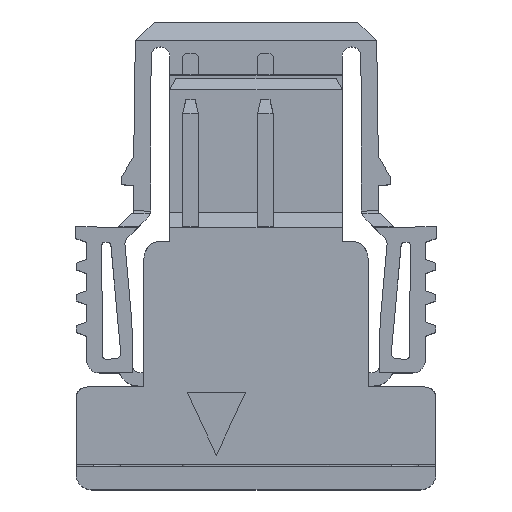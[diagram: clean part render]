
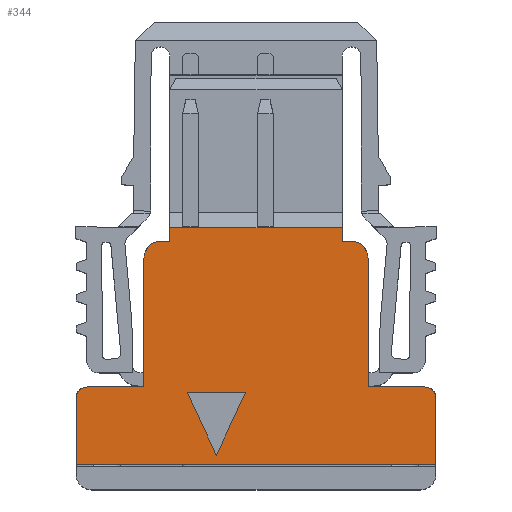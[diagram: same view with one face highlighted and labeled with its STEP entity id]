
A CAD part, top view. The second image highlights one B-rep face of the part: STEP entity #344.
In plain terms, the highlighted planar face has unit normal (0, 0, 1).
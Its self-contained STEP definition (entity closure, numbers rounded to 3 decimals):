
#149=CARTESIAN_POINT('',(-2.35,-5.1,4.98));
#150=VERTEX_POINT('',#149);
#157=CARTESIAN_POINT('',(-2.35,-1.316,4.98));
#158=VERTEX_POINT('',#157);
#159=CARTESIAN_POINT('',(-2.35,-5.1,4.98));
#160=DIRECTION('',(0.,1.,0.));
#161=VECTOR('',#160,3.784);
#162=LINE('',#159,#161);
#163=EDGE_CURVE('',#150,#158,#162,.T.);
#190=CARTESIAN_POINT('',(6.64,-5.39,4.98));
#191=DIRECTION('',(-1.,0.,0.));
#192=DIRECTION('',(0.,0.,1.));
#193=AXIS2_PLACEMENT_3D('',#190,#192,#191);
#194=PLANE('',#193);
#195=CARTESIAN_POINT('',(7.04,-7.6,4.98));
#196=VERTEX_POINT('',#195);
#197=CARTESIAN_POINT('',(7.04,-5.5,4.98));
#198=VERTEX_POINT('',#197);
#199=CARTESIAN_POINT('',(7.04,-7.6,4.98));
#200=DIRECTION('',(0.,1.,0.));
#201=VECTOR('',#200,2.1);
#202=LINE('',#199,#201);
#203=EDGE_CURVE('',#196,#198,#202,.T.);
#204=ORIENTED_EDGE('',*,*,#203,.T.);
#205=CARTESIAN_POINT('',(6.64,-5.1,4.98));
#206=VERTEX_POINT('',#205);
#207=CARTESIAN_POINT('',(6.64,-5.5,4.98));
#208=DIRECTION('',(0.,1.,0.));
#209=DIRECTION('',(0.,0.,-1.));
#210=AXIS2_PLACEMENT_3D('',#207,#209,#208);
#211=CIRCLE('',#210,0.4);
#212=EDGE_CURVE('',#206,#198,#211,.T.);
#213=ORIENTED_EDGE('',*,*,#212,.F.);
#214=CARTESIAN_POINT('',(4.89,-5.1,4.98));
#215=VERTEX_POINT('',#214);
#216=CARTESIAN_POINT('',(4.89,-5.1,4.98));
#217=DIRECTION('',(1.,0.,0.));
#218=VECTOR('',#217,1.75);
#219=LINE('',#216,#218);
#220=EDGE_CURVE('',#215,#206,#219,.T.);
#221=ORIENTED_EDGE('',*,*,#220,.F.);
#222=CARTESIAN_POINT('',(4.89,-1.316,4.98));
#223=VERTEX_POINT('',#222);
#224=CARTESIAN_POINT('',(4.89,-5.1,4.98));
#225=DIRECTION('',(0.,1.,0.));
#226=VECTOR('',#225,3.784);
#227=LINE('',#224,#226);
#228=EDGE_CURVE('',#215,#223,#227,.T.);
#229=ORIENTED_EDGE('',*,*,#228,.T.);
#230=CARTESIAN_POINT('',(4.39,-0.45,4.98));
#231=VERTEX_POINT('',#230);
#232=CARTESIAN_POINT('',(4.39,-0.45,4.98));
#233=CARTESIAN_POINT('',(4.89,-0.45,4.98));
#234=CARTESIAN_POINT('',(4.89,-1.316,4.98));
#235=B_SPLINE_CURVE_WITH_KNOTS('',2,(#232,#233,#234),.UNSPECIFIED.,.F.,.U.,(3,3),(0.,1.),.UNSPECIFIED.);
#236=EDGE_CURVE('',#231,#223,#235,.T.);
#237=ORIENTED_EDGE('',*,*,#236,.F.);
#238=CARTESIAN_POINT('',(4.04,-0.45,4.98));
#239=VERTEX_POINT('',#238);
#240=CARTESIAN_POINT('',(4.04,-0.45,4.98));
#241=DIRECTION('',(1.,0.,0.));
#242=VECTOR('',#241,0.35);
#243=LINE('',#240,#242);
#244=EDGE_CURVE('',#239,#231,#243,.T.);
#245=ORIENTED_EDGE('',*,*,#244,.F.);
#246=CARTESIAN_POINT('',(4.04,0.,4.98));
#247=VERTEX_POINT('',#246);
#248=CARTESIAN_POINT('',(4.04,-0.45,4.98));
#249=DIRECTION('',(0.,1.,0.));
#250=VECTOR('',#249,0.45);
#251=LINE('',#248,#250);
#252=EDGE_CURVE('',#239,#247,#251,.T.);
#253=ORIENTED_EDGE('',*,*,#252,.T.);
#254=CARTESIAN_POINT('',(-1.5,0.,4.98));
#255=VERTEX_POINT('',#254);
#256=CARTESIAN_POINT('',(4.04,0.,4.98));
#257=DIRECTION('',(-1.,0.,0.));
#258=VECTOR('',#257,5.54);
#259=LINE('',#256,#258);
#260=EDGE_CURVE('',#247,#255,#259,.T.);
#261=ORIENTED_EDGE('',*,*,#260,.T.);
#262=CARTESIAN_POINT('',(-1.5,-0.45,4.98));
#263=VERTEX_POINT('',#262);
#264=CARTESIAN_POINT('',(-1.5,0.,4.98));
#265=DIRECTION('',(0.,-1.,0.));
#266=VECTOR('',#265,0.45);
#267=LINE('',#264,#266);
#268=EDGE_CURVE('',#255,#263,#267,.T.);
#269=ORIENTED_EDGE('',*,*,#268,.T.);
#270=CARTESIAN_POINT('',(-1.85,-0.45,4.98));
#271=VERTEX_POINT('',#270);
#272=CARTESIAN_POINT('',(-1.5,-0.45,4.98));
#273=DIRECTION('',(-1.,0.,0.));
#274=VECTOR('',#273,0.35);
#275=LINE('',#272,#274);
#276=EDGE_CURVE('',#263,#271,#275,.T.);
#277=ORIENTED_EDGE('',*,*,#276,.T.);
#278=CARTESIAN_POINT('',(-1.85,-0.45,4.98));
#279=CARTESIAN_POINT('',(-2.35,-0.45,4.98));
#280=CARTESIAN_POINT('',(-2.35,-1.316,4.98));
#281=B_SPLINE_CURVE_WITH_KNOTS('',2,(#278,#279,#280),.UNSPECIFIED.,.F.,.U.,(3,3),(0.,1.),.UNSPECIFIED.);
#282=EDGE_CURVE('',#271,#158,#281,.T.);
#283=ORIENTED_EDGE('',*,*,#282,.T.);
#284=ORIENTED_EDGE('',*,*,#163,.F.);
#285=CARTESIAN_POINT('',(-4.1,-5.1,4.98));
#286=VERTEX_POINT('',#285);
#287=CARTESIAN_POINT('',(-2.35,-5.1,4.98));
#288=DIRECTION('',(-1.,0.,0.));
#289=VECTOR('',#288,1.75);
#290=LINE('',#287,#289);
#291=EDGE_CURVE('',#150,#286,#290,.T.);
#292=ORIENTED_EDGE('',*,*,#291,.T.);
#293=CARTESIAN_POINT('',(-4.5,-5.5,4.98));
#294=VERTEX_POINT('',#293);
#295=CARTESIAN_POINT('',(-4.1,-5.5,4.98));
#296=DIRECTION('',(-1.,0.,0.));
#297=DIRECTION('',(0.,0.,-1.));
#298=AXIS2_PLACEMENT_3D('',#295,#297,#296);
#299=CIRCLE('',#298,0.4);
#300=EDGE_CURVE('',#294,#286,#299,.T.);
#301=ORIENTED_EDGE('',*,*,#300,.F.);
#302=CARTESIAN_POINT('',(-4.5,-7.6,4.98));
#303=VERTEX_POINT('',#302);
#304=CARTESIAN_POINT('',(-4.5,-7.6,4.98));
#305=DIRECTION('',(0.,1.,0.));
#306=VECTOR('',#305,2.1);
#307=LINE('',#304,#306);
#308=EDGE_CURVE('',#303,#294,#307,.T.);
#309=ORIENTED_EDGE('',*,*,#308,.F.);
#310=CARTESIAN_POINT('',(7.04,-7.6,4.98));
#311=DIRECTION('',(-1.,0.,0.));
#312=VECTOR('',#311,11.54);
#313=LINE('',#310,#312);
#314=EDGE_CURVE('',#196,#303,#313,.T.);
#315=ORIENTED_EDGE('',*,*,#314,.F.);
#316=EDGE_LOOP('',(#204,#213,#221,#229,#237,#245,#253,#261,#269,#277,#283,#284,#292,#301,#309,#315));
#317=FACE_OUTER_BOUND('',#316,.T.);
#318=CARTESIAN_POINT('',(-0.933,-5.29,4.98));
#319=VERTEX_POINT('',#318);
#320=CARTESIAN_POINT('',(0.933,-5.29,4.98));
#321=VERTEX_POINT('',#320);
#322=CARTESIAN_POINT('',(-0.933,-5.29,4.98));
#323=DIRECTION('',(1.,0.,0.));
#324=VECTOR('',#323,1.865);
#325=LINE('',#322,#324);
#326=EDGE_CURVE('',#319,#321,#325,.T.);
#327=ORIENTED_EDGE('',*,*,#326,.T.);
#328=CARTESIAN_POINT('',(0.,-7.29,4.98));
#329=VERTEX_POINT('',#328);
#330=CARTESIAN_POINT('',(0.933,-5.29,4.98));
#331=DIRECTION('',(-0.423,-0.906,0.));
#332=VECTOR('',#331,2.207);
#333=LINE('',#330,#332);
#334=EDGE_CURVE('',#321,#329,#333,.T.);
#335=ORIENTED_EDGE('',*,*,#334,.T.);
#336=CARTESIAN_POINT('',(0.,-7.29,4.98));
#337=DIRECTION('',(-0.423,0.906,0.));
#338=VECTOR('',#337,2.207);
#339=LINE('',#336,#338);
#340=EDGE_CURVE('',#329,#319,#339,.T.);
#341=ORIENTED_EDGE('',*,*,#340,.T.);
#342=EDGE_LOOP('',(#327,#335,#341));
#343=FACE_BOUND('',#342,.T.);
#344=ADVANCED_FACE('',(#317,#343),#194,.T.);
